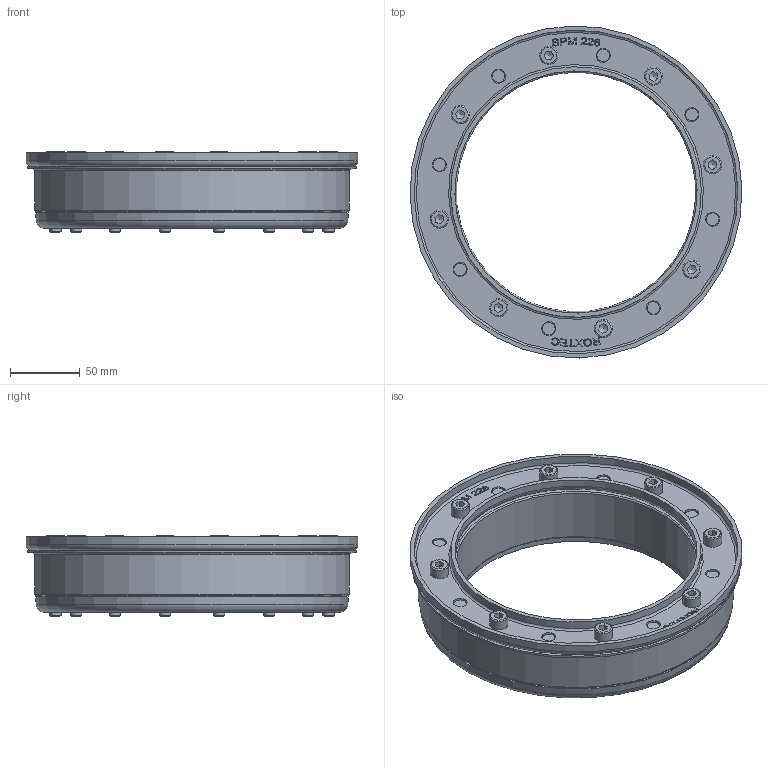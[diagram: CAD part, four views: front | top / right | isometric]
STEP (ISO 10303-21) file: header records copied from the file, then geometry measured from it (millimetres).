
FILE_DESCRIPTION((''),'2;1');
FILE_NAME('SPM226.stp','2016-02-02T11:19:00',(''),(''),'Autodesk Inventor 2013','Autodesk Inventor 2013','');
FILE_SCHEMA(('AUTOMOTIVE_DESIGN { 1 0 10303 214 1 1 1 1 }'));
Length unit declared in the file: millimetre
Products named in the file (6): SPM-Iassembly; 100-054170; 100-054171; 100-054172; 100-054173; 100-002319
Assembly tree (12 placements, depth 3):
  SPM-Iassembly
    100-054170
      100-054171
      100-054172
      100-054173
      100-002319  x8
Bounding box: 237.94 x 237.94 x 58 mm (x, y, z)
Volume: 822850.6 mm3; surface area: 214171.5 mm2
Topology: 11 solids, 11 shells, 450 faces, 1099 edges, 713 vertices
Faces by surface type: plane 205, bspline 101, cylinder 81, cone 35, torus 28
Full cylindrical faces by diameter (mm): 7.25 x8, 7.9 x16, 8 x16, 8.3 x8, 9 x8, 10 x9, 13 x8, 171.6 x1, 173.6 x2, 179.6 x1, 226 x1, 232 x1, 236.1 x1, 238 x1
Entity records: 10595 total; most frequent: CARTESIAN_POINT 3013, ORIENTED_EDGE 1510, DIRECTION 1225, EDGE_CURVE 755, VERTEX_POINT 555, EDGE_LOOP 552, AXIS2_PLACEMENT_3D 417, VECTOR 391
